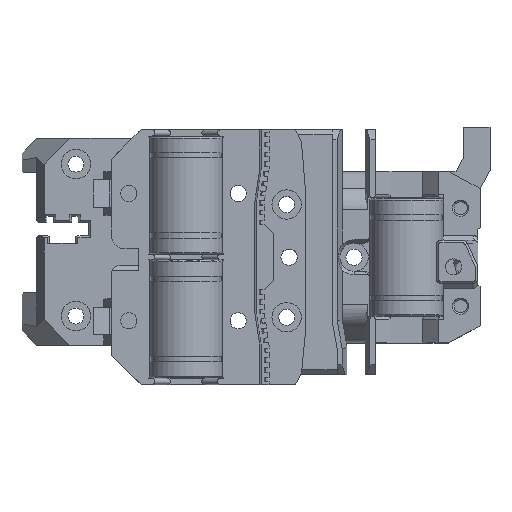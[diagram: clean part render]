
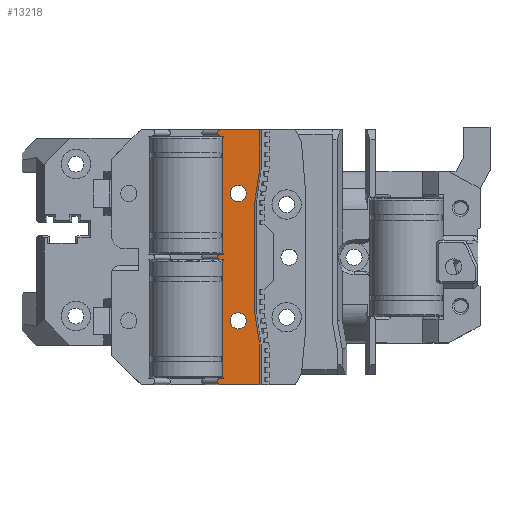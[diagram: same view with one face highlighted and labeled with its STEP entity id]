
A CAD part, top view. The second image highlights one B-rep face of the part: STEP entity #13218.
In plain terms, the highlighted planar face has unit normal (0, 0, 1).
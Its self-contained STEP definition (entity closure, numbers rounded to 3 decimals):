
#343=FACE_BOUND('',#1580,.T.);
#344=FACE_BOUND('',#1581,.T.);
#481=CIRCLE('',#14079,0.5);
#482=CIRCLE('',#14080,0.65);
#483=CIRCLE('',#14081,0.65);
#484=CIRCLE('',#14082,1.65);
#485=CIRCLE('',#14083,1.65);
#814=FACE_OUTER_BOUND('',#1579,.T.);
#1579=EDGE_LOOP('',(#9525,#9526,#9527,#9528,#9529,#9530,#9531,#9532,#9533,
#9534,#9535,#9536,#9537,#9538,#9539,#9540,#9541,#9542,#9543,#9544));
#1580=EDGE_LOOP('',(#9545));
#1581=EDGE_LOOP('',(#9546));
#2475=LINE('',#19158,#4049);
#2656=LINE('',#19803,#4230);
#2657=LINE('',#19805,#4231);
#2658=LINE('',#19807,#4232);
#2659=LINE('',#19809,#4233);
#2660=LINE('',#19811,#4234);
#2661=LINE('',#19815,#4235);
#2662=LINE('',#19817,#4236);
#2663=LINE('',#19819,#4237);
#2664=LINE('',#19821,#4238);
#2665=LINE('',#19823,#4239);
#2666=LINE('',#19824,#4240);
#2667=LINE('',#19828,#4241);
#2668=LINE('',#19830,#4242);
#2669=LINE('',#19832,#4243);
#2670=LINE('',#19834,#4244);
#2671=LINE('',#19835,#4245);
#4049=VECTOR('',#15384,10.);
#4230=VECTOR('',#15851,10.);
#4231=VECTOR('',#15852,10.);
#4232=VECTOR('',#15853,10.);
#4233=VECTOR('',#15854,10.);
#4234=VECTOR('',#15855,10.);
#4235=VECTOR('',#15858,10.);
#4236=VECTOR('',#15859,10.);
#4237=VECTOR('',#15860,10.);
#4238=VECTOR('',#15861,10.);
#4239=VECTOR('',#15862,10.);
#4240=VECTOR('',#15863,10.);
#4241=VECTOR('',#15866,10.);
#4242=VECTOR('',#15867,10.);
#4243=VECTOR('',#15868,10.);
#4244=VECTOR('',#15869,10.);
#4245=VECTOR('',#15870,10.);
#5578=VERTEX_POINT('',#19155);
#5579=VERTEX_POINT('',#19157);
#5722=VERTEX_POINT('',#19799);
#5723=VERTEX_POINT('',#19800);
#5724=VERTEX_POINT('',#19802);
#5725=VERTEX_POINT('',#19804);
#5726=VERTEX_POINT('',#19806);
#5727=VERTEX_POINT('',#19808);
#5728=VERTEX_POINT('',#19810);
#5729=VERTEX_POINT('',#19812);
#5730=VERTEX_POINT('',#19814);
#5731=VERTEX_POINT('',#19816);
#5732=VERTEX_POINT('',#19818);
#5733=VERTEX_POINT('',#19820);
#5734=VERTEX_POINT('',#19822);
#5735=VERTEX_POINT('',#19825);
#5736=VERTEX_POINT('',#19827);
#5737=VERTEX_POINT('',#19829);
#5738=VERTEX_POINT('',#19831);
#5739=VERTEX_POINT('',#19833);
#5740=VERTEX_POINT('',#19836);
#5741=VERTEX_POINT('',#19838);
#6915=EDGE_CURVE('',#5579,#5578,#2475,.T.);
#7154=EDGE_CURVE('',#5722,#5723,#481,.T.);
#7155=EDGE_CURVE('',#5722,#5724,#2656,.T.);
#7156=EDGE_CURVE('',#5724,#5725,#2657,.T.);
#7157=EDGE_CURVE('',#5725,#5726,#2658,.T.);
#7158=EDGE_CURVE('',#5726,#5727,#2659,.T.);
#7159=EDGE_CURVE('',#5727,#5728,#2660,.T.);
#7160=EDGE_CURVE('',#5729,#5728,#482,.T.);
#7161=EDGE_CURVE('',#5729,#5730,#2661,.T.);
#7162=EDGE_CURVE('',#5731,#5730,#2662,.T.);
#7163=EDGE_CURVE('',#5732,#5731,#2663,.T.);
#7164=EDGE_CURVE('',#5733,#5732,#2664,.T.);
#7165=EDGE_CURVE('',#5734,#5733,#2665,.T.);
#7166=EDGE_CURVE('',#5579,#5734,#2666,.T.);
#7167=EDGE_CURVE('',#5735,#5578,#483,.T.);
#7168=EDGE_CURVE('',#5735,#5736,#2667,.T.);
#7169=EDGE_CURVE('',#5736,#5737,#2668,.T.);
#7170=EDGE_CURVE('',#5737,#5738,#2669,.T.);
#7171=EDGE_CURVE('',#5738,#5739,#2670,.T.);
#7172=EDGE_CURVE('',#5723,#5739,#2671,.T.);
#7173=EDGE_CURVE('',#5740,#5740,#484,.T.);
#7174=EDGE_CURVE('',#5741,#5741,#485,.T.);
#9525=ORIENTED_EDGE('',*,*,#7154,.F.);
#9526=ORIENTED_EDGE('',*,*,#7155,.T.);
#9527=ORIENTED_EDGE('',*,*,#7156,.T.);
#9528=ORIENTED_EDGE('',*,*,#7157,.T.);
#9529=ORIENTED_EDGE('',*,*,#7158,.T.);
#9530=ORIENTED_EDGE('',*,*,#7159,.T.);
#9531=ORIENTED_EDGE('',*,*,#7160,.F.);
#9532=ORIENTED_EDGE('',*,*,#7161,.T.);
#9533=ORIENTED_EDGE('',*,*,#7162,.F.);
#9534=ORIENTED_EDGE('',*,*,#7163,.F.);
#9535=ORIENTED_EDGE('',*,*,#7164,.F.);
#9536=ORIENTED_EDGE('',*,*,#7165,.F.);
#9537=ORIENTED_EDGE('',*,*,#7166,.F.);
#9538=ORIENTED_EDGE('',*,*,#6915,.T.);
#9539=ORIENTED_EDGE('',*,*,#7167,.F.);
#9540=ORIENTED_EDGE('',*,*,#7168,.T.);
#9541=ORIENTED_EDGE('',*,*,#7169,.T.);
#9542=ORIENTED_EDGE('',*,*,#7170,.T.);
#9543=ORIENTED_EDGE('',*,*,#7171,.T.);
#9544=ORIENTED_EDGE('',*,*,#7172,.F.);
#9545=ORIENTED_EDGE('',*,*,#7173,.T.);
#9546=ORIENTED_EDGE('',*,*,#7174,.T.);
#12593=PLANE('',#14078);
#13218=ADVANCED_FACE('',(#814,#343,#344),#12593,.T.);
#14078=AXIS2_PLACEMENT_3D('',#19798,#15847,#15848);
#14079=AXIS2_PLACEMENT_3D('',#19801,#15849,#15850);
#14080=AXIS2_PLACEMENT_3D('',#19813,#15856,#15857);
#14081=AXIS2_PLACEMENT_3D('',#19826,#15864,#15865);
#14082=AXIS2_PLACEMENT_3D('',#19837,#15871,#15872);
#14083=AXIS2_PLACEMENT_3D('',#19839,#15873,#15874);
#15384=DIRECTION('',(-1.,0.,0.));
#15847=DIRECTION('center_axis',(0.,0.,1.));
#15848=DIRECTION('ref_axis',(1.,0.,0.));
#15849=DIRECTION('center_axis',(0.,0.,-1.));
#15850=DIRECTION('ref_axis',(-0.707,-0.707,0.));
#15851=DIRECTION('',(1.,0.,0.));
#15852=DIRECTION('',(-0.342,-0.94,0.));
#15853=DIRECTION('',(0.,-1.,0.));
#15854=DIRECTION('',(0.342,-0.94,0.));
#15855=DIRECTION('',(-1.,0.,0.));
#15856=DIRECTION('center_axis',(0.,0.,-1.));
#15857=DIRECTION('ref_axis',(-0.707,-0.707,0.));
#15858=DIRECTION('',(1.,0.,0.));
#15859=DIRECTION('',(0.,-1.,0.));
#15860=DIRECTION('',(0.146,-0.989,0.));
#15861=DIRECTION('',(0.,-1.,0.));
#15862=DIRECTION('',(-0.146,-0.989,0.));
#15863=DIRECTION('',(0.,-1.,0.));
#15864=DIRECTION('center_axis',(0.,0.,-1.));
#15865=DIRECTION('ref_axis',(-0.707,-0.707,0.));
#15866=DIRECTION('',(1.,0.,0.));
#15867=DIRECTION('',(-0.342,-0.94,0.));
#15868=DIRECTION('',(0.,-1.,0.));
#15869=DIRECTION('',(0.342,-0.94,0.));
#15870=DIRECTION('',(1.,0.,0.));
#15871=DIRECTION('center_axis',(0.,0.,-1.));
#15872=DIRECTION('ref_axis',(-1.,0.,0.));
#15873=DIRECTION('center_axis',(0.,0.,-1.));
#15874=DIRECTION('ref_axis',(-1.,0.,0.));
#19155=CARTESIAN_POINT('',(36.05,52.,14.4));
#19157=CARTESIAN_POINT('',(44.02,52.,14.4));
#19158=CARTESIAN_POINT('',(89.,52.,14.4));
#19798=CARTESIAN_POINT('Origin',(51.4,26.,14.4));
#19799=CARTESIAN_POINT('',(35.9,25.5,14.4));
#19800=CARTESIAN_POINT('',(35.9,26.5,14.4));
#19801=CARTESIAN_POINT('Origin',(35.9,26.,14.4));
#19802=CARTESIAN_POINT('',(36.664,25.5,14.4));
#19803=CARTESIAN_POINT('',(40.2,25.5,14.4));
#19804=CARTESIAN_POINT('',(36.5,25.05,14.4));
#19805=CARTESIAN_POINT('',(37.524,27.864,14.4));
#19806=CARTESIAN_POINT('',(36.5,1.75,14.4));
#19807=CARTESIAN_POINT('',(36.5,26.,14.4));
#19808=CARTESIAN_POINT('',(36.664,1.3,14.4));
#19809=CARTESIAN_POINT('',(33.475,10.062,14.4));
#19810=CARTESIAN_POINT('',(36.05,1.3,14.4));
#19811=CARTESIAN_POINT('',(40.2,1.3,14.4));
#19812=CARTESIAN_POINT('',(36.05,0.,14.4));
#19813=CARTESIAN_POINT('Origin',(36.05,0.65,14.4));
#19814=CARTESIAN_POINT('',(44.02,0.,14.4));
#19815=CARTESIAN_POINT('',(0.,0.,14.4));
#19816=CARTESIAN_POINT('',(44.02,7.861,14.4));
#19817=CARTESIAN_POINT('',(44.02,16.941,14.4));
#19818=CARTESIAN_POINT('',(43.,14.773,14.4));
#19819=CARTESIAN_POINT('',(42.28,19.649,14.4));
#19820=CARTESIAN_POINT('',(43.,37.227,14.4));
#19821=CARTESIAN_POINT('',(43.,26.,14.4));
#19822=CARTESIAN_POINT('',(44.02,44.139,14.4));
#19823=CARTESIAN_POINT('',(42.28,32.351,14.4));
#19824=CARTESIAN_POINT('',(44.02,35.059,14.4));
#19825=CARTESIAN_POINT('',(36.05,50.7,14.4));
#19826=CARTESIAN_POINT('Origin',(36.05,51.35,14.4));
#19827=CARTESIAN_POINT('',(36.664,50.7,14.4));
#19828=CARTESIAN_POINT('',(40.2,50.7,14.4));
#19829=CARTESIAN_POINT('',(36.5,50.25,14.4));
#19830=CARTESIAN_POINT('',(33.475,41.938,14.4));
#19831=CARTESIAN_POINT('',(36.5,26.95,14.4));
#19832=CARTESIAN_POINT('',(36.5,26.,14.4));
#19833=CARTESIAN_POINT('',(36.664,26.5,14.4));
#19834=CARTESIAN_POINT('',(37.524,24.136,14.4));
#19835=CARTESIAN_POINT('',(52.3,26.5,14.4));
#19836=CARTESIAN_POINT('',(41.25,13.,14.4));
#19837=CARTESIAN_POINT('Origin',(39.6,13.,14.4));
#19838=CARTESIAN_POINT('',(41.25,39.,14.4));
#19839=CARTESIAN_POINT('Origin',(39.6,39.,14.4));
